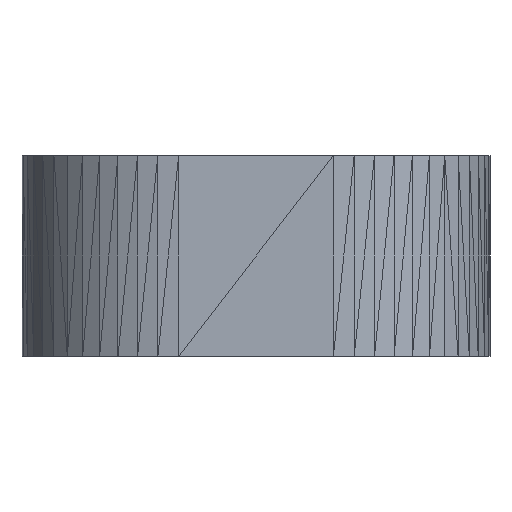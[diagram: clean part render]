
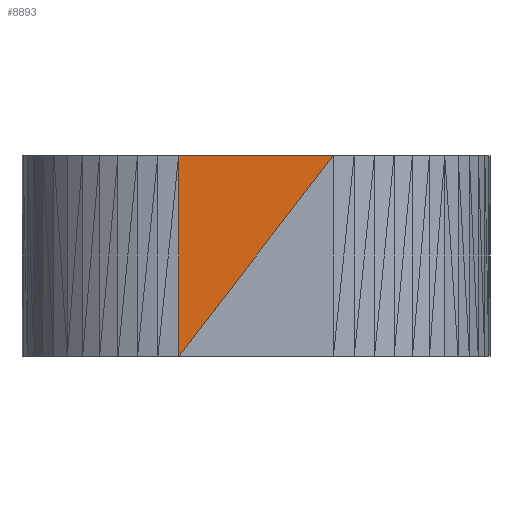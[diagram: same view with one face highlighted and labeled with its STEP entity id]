
A CAD part, front view. The second image highlights one B-rep face of the part: STEP entity #8893.
In plain terms, the highlighted planar face has unit normal (0, -1, 0).
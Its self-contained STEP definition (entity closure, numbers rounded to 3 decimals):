
#2941 = VERTEX_POINT('',#2942);
#2942 = CARTESIAN_POINT('',(-1.157,-3.495,3.));
#3018 = PLANE('',#3019);
#3019 = AXIS2_PLACEMENT_3D('',#3020,#3021,#3022);
#3020 = CARTESIAN_POINT('',(-0.025,-2.911,3.));
#3021 = DIRECTION('',(0.,0.,1.));
#3022 = DIRECTION('',(0.,1.,0.));
#3172 = EDGE_CURVE('',#2941,#3173,#3175,.T.);
#3173 = VERTEX_POINT('',#3174);
#3174 = CARTESIAN_POINT('',(1.157,-3.495,3.));
#3175 = SURFACE_CURVE('',#3176,(#3180,#3187),.PCURVE_S1.);
#3176 = LINE('',#3177,#3178);
#3177 = CARTESIAN_POINT('',(-1.157,-3.495,3.));
#3178 = VECTOR('',#3179,1.);
#3179 = DIRECTION('',(1.,0.,0.));
#3180 = PCURVE('',#3018,#3181);
#3181 = DEFINITIONAL_REPRESENTATION('',(#3182),#3186);
#3182 = LINE('',#3183,#3184);
#3183 = CARTESIAN_POINT('',(-0.584,1.132));
#3184 = VECTOR('',#3185,1.);
#3185 = DIRECTION('',(0.,-1.));
#3186 = ( GEOMETRIC_REPRESENTATION_CONTEXT(2) 
PARAMETRIC_REPRESENTATION_CONTEXT() REPRESENTATION_CONTEXT('2D SPACE',''
  ) );
#3187 = PCURVE('',#3188,#3193);
#3188 = PLANE('',#3189);
#3189 = AXIS2_PLACEMENT_3D('',#3190,#3191,#3192);
#3190 = CARTESIAN_POINT('',(-0.381,-3.495,
    1.881));
#3191 = DIRECTION('',(0.,-1.,0.));
#3192 = DIRECTION('',(-1.,0.,0.));
#3193 = DEFINITIONAL_REPRESENTATION('',(#3194),#3198);
#3194 = LINE('',#3195,#3196);
#3195 = CARTESIAN_POINT('',(0.776,-1.119));
#3196 = VECTOR('',#3197,1.);
#3197 = DIRECTION('',(-1.,0.));
#3198 = ( GEOMETRIC_REPRESENTATION_CONTEXT(2) 
PARAMETRIC_REPRESENTATION_CONTEXT() REPRESENTATION_CONTEXT('2D SPACE',''
  ) );
#8893 = ADVANCED_FACE('',(#8894),#3188,.T.);
#8894 = FACE_BOUND('',#8895,.T.);
#8895 = EDGE_LOOP('',(#8896,#8924,#8925));
#8896 = ORIENTED_EDGE('',*,*,#8897,.T.);
#8897 = EDGE_CURVE('',#8898,#3173,#8900,.T.);
#8898 = VERTEX_POINT('',#8899);
#8899 = CARTESIAN_POINT('',(-1.157,-3.495,0.));
#8900 = SURFACE_CURVE('',#8901,(#8905,#8912),.PCURVE_S1.);
#8901 = LINE('',#8902,#8903);
#8902 = CARTESIAN_POINT('',(-1.157,-3.495,0.));
#8903 = VECTOR('',#8904,1.);
#8904 = DIRECTION('',(0.611,0.,0.792));
#8905 = PCURVE('',#3188,#8906);
#8906 = DEFINITIONAL_REPRESENTATION('',(#8907),#8911);
#8907 = LINE('',#8908,#8909);
#8908 = CARTESIAN_POINT('',(0.776,1.881));
#8909 = VECTOR('',#8910,1.);
#8910 = DIRECTION('',(-0.611,-0.792));
#8911 = ( GEOMETRIC_REPRESENTATION_CONTEXT(2) 
PARAMETRIC_REPRESENTATION_CONTEXT() REPRESENTATION_CONTEXT('2D SPACE',''
  ) );
#8912 = PCURVE('',#8913,#8918);
#8913 = PLANE('',#8914);
#8914 = AXIS2_PLACEMENT_3D('',#8915,#8916,#8917);
#8915 = CARTESIAN_POINT('',(0.381,-3.495,
    1.119));
#8916 = DIRECTION('',(0.,-1.,0.));
#8917 = DIRECTION('',(0.,0.,-1.));
#8918 = DEFINITIONAL_REPRESENTATION('',(#8919),#8923);
#8919 = LINE('',#8920,#8921);
#8920 = CARTESIAN_POINT('',(1.119,-1.538));
#8921 = VECTOR('',#8922,1.);
#8922 = DIRECTION('',(-0.792,0.611));
#8923 = ( GEOMETRIC_REPRESENTATION_CONTEXT(2) 
PARAMETRIC_REPRESENTATION_CONTEXT() REPRESENTATION_CONTEXT('2D SPACE',''
  ) );
#8924 = ORIENTED_EDGE('',*,*,#3172,.F.);
#8925 = ORIENTED_EDGE('',*,*,#8926,.T.);
#8926 = EDGE_CURVE('',#2941,#8898,#8927,.T.);
#8927 = SURFACE_CURVE('',#8928,(#8932,#8939),.PCURVE_S1.);
#8928 = LINE('',#8929,#8930);
#8929 = CARTESIAN_POINT('',(-1.157,-3.495,3.));
#8930 = VECTOR('',#8931,1.);
#8931 = DIRECTION('',(0.,0.,-1.));
#8932 = PCURVE('',#3188,#8933);
#8933 = DEFINITIONAL_REPRESENTATION('',(#8934),#8938);
#8934 = LINE('',#8935,#8936);
#8935 = CARTESIAN_POINT('',(0.776,-1.119));
#8936 = VECTOR('',#8937,1.);
#8937 = DIRECTION('',(0.,1.));
#8938 = ( GEOMETRIC_REPRESENTATION_CONTEXT(2) 
PARAMETRIC_REPRESENTATION_CONTEXT() REPRESENTATION_CONTEXT('2D SPACE',''
  ) );
#8939 = PCURVE('',#8940,#8945);
#8940 = PLANE('',#8941);
#8941 = AXIS2_PLACEMENT_3D('',#8942,#8943,#8944);
#8942 = CARTESIAN_POINT('',(-1.239,-3.485,
    1.426));
#8943 = DIRECTION('',(-0.125,-0.992,
    0.));
#8944 = DIRECTION('',(-0.992,0.125,0.));
#8945 = DEFINITIONAL_REPRESENTATION('',(#8946),#8950);
#8946 = LINE('',#8947,#8948);
#8947 = CARTESIAN_POINT('',(-0.083,-1.574));
#8948 = VECTOR('',#8949,1.);
#8949 = DIRECTION('',(0.,1.));
#8950 = ( GEOMETRIC_REPRESENTATION_CONTEXT(2) 
PARAMETRIC_REPRESENTATION_CONTEXT() REPRESENTATION_CONTEXT('2D SPACE',''
  ) );
